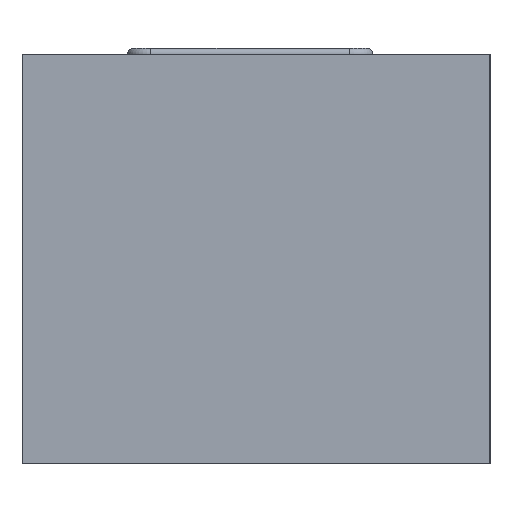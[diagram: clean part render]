
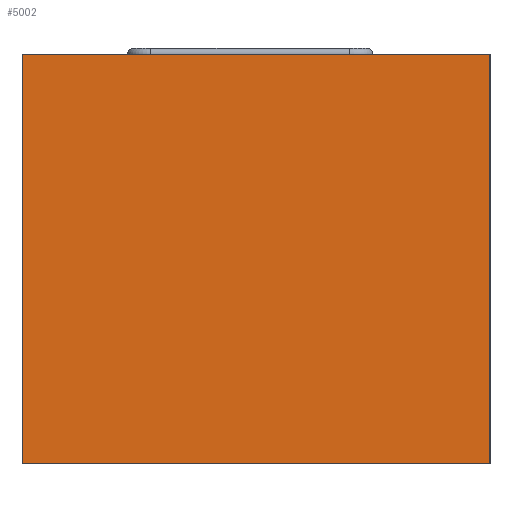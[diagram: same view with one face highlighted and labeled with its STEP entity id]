
A CAD part, left-side view. The second image highlights one B-rep face of the part: STEP entity #5002.
In plain terms, the highlighted planar face has unit normal (-1, 0, 0).
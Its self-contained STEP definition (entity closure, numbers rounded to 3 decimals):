
#59 = DIRECTION ( 'NONE',  ( 0., -1., 0. ) ) ;
#187 = ORIENTED_EDGE ( 'NONE', *, *, #1699, .T. ) ;
#203 = CARTESIAN_POINT ( 'NONE',  ( 0., 0., 0. ) ) ;
#356 = EDGE_CURVE ( 'NONE', #4839, #1508, #5222, .T. ) ;
#393 = LINE ( 'NONE', #941, #2243 ) ;
#641 = CARTESIAN_POINT ( 'NONE',  ( 0., 40., -35. ) ) ;
#656 = CARTESIAN_POINT ( 'NONE',  ( 0., 0., -35. ) ) ;
#941 = CARTESIAN_POINT ( 'NONE',  ( 0., 0., -35. ) ) ;
#1076 = DIRECTION ( 'NONE',  ( -1., 0., 0. ) ) ;
#1493 = ORIENTED_EDGE ( 'NONE', *, *, #356, .T. ) ;
#1508 = VERTEX_POINT ( 'NONE', #1792 ) ;
#1699 = EDGE_CURVE ( 'NONE', #4395, #4839, #393, .T. ) ;
#1737 = CARTESIAN_POINT ( 'NONE',  ( 0., 40., -35. ) ) ;
#1792 = CARTESIAN_POINT ( 'NONE',  ( 0., 0., 0. ) ) ;
#2020 = FACE_OUTER_BOUND ( 'NONE', #5599, .T. ) ;
#2061 = DIRECTION ( 'NONE',  ( 0., -1., 0. ) ) ;
#2243 = VECTOR ( 'NONE', #59, 1000. ) ;
#2336 = DIRECTION ( 'NONE',  ( 0., 0., 1. ) ) ;
#2407 = ORIENTED_EDGE ( 'NONE', *, *, #4026, .F. ) ;
#2759 = AXIS2_PLACEMENT_3D ( 'NONE', #656, #1076, #2930 ) ;
#2859 = DIRECTION ( 'NONE',  ( 0., 0., 1. ) ) ;
#2930 = DIRECTION ( 'NONE',  ( 0., 0., 1. ) ) ;
#3164 = VERTEX_POINT ( 'NONE', #4369 ) ;
#3199 = EDGE_CURVE ( 'NONE', #4395, #3164, #4609, .T. ) ;
#3252 = VECTOR ( 'NONE', #2859, 1000. ) ;
#3260 = CARTESIAN_POINT ( 'NONE',  ( 0., 0., -35. ) ) ;
#3939 = VECTOR ( 'NONE', #2336, 1000. ) ;
#4026 = EDGE_CURVE ( 'NONE', #3164, #1508, #4339, .T. ) ;
#4339 = LINE ( 'NONE', #203, #5954 ) ;
#4369 = CARTESIAN_POINT ( 'NONE',  ( 0., 40., 0. ) ) ;
#4395 = VERTEX_POINT ( 'NONE', #641 ) ;
#4573 = CARTESIAN_POINT ( 'NONE',  ( 0., 0., -35. ) ) ;
#4609 = LINE ( 'NONE', #1737, #3939 ) ;
#4698 = ORIENTED_EDGE ( 'NONE', *, *, #3199, .F. ) ;
#4839 = VERTEX_POINT ( 'NONE', #4573 ) ;
#5002 = ADVANCED_FACE ( 'NONE', ( #2020 ), #5794, .T. ) ;
#5222 = LINE ( 'NONE', #3260, #3252 ) ;
#5599 = EDGE_LOOP ( 'NONE', ( #2407, #4698, #187, #1493 ) ) ;
#5794 = PLANE ( 'NONE',  #2759 ) ;
#5954 = VECTOR ( 'NONE', #2061, 1000. ) ;
